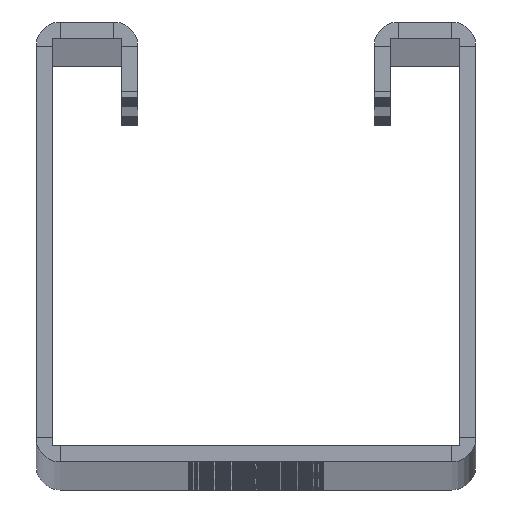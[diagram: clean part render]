
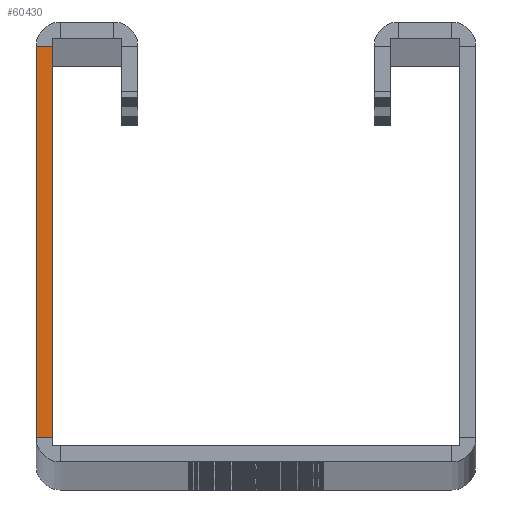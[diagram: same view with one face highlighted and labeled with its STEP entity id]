
A CAD part, top view. The second image highlights one B-rep face of the part: STEP entity #60430.
In plain terms, the highlighted planar face has unit normal (0, 0, 1).
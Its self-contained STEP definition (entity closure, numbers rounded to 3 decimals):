
#225 = ORIENTED_EDGE ( 'NONE', *, *, #26139, .T. ) ;
#2604 = ORIENTED_EDGE ( 'NONE', *, *, #53077, .F. ) ;
#2764 = VECTOR ( 'NONE', #32413, 1000. ) ;
#11616 = LINE ( 'NONE', #11708, #2764 ) ;
#11708 = CARTESIAN_POINT ( 'NONE',  ( -20.5, 2.25, 0. ) ) ;
#14635 = DIRECTION ( 'NONE',  ( 0., 0., 1. ) ) ;
#18025 = VERTEX_POINT ( 'NONE', #52145 ) ;
#18082 = VECTOR ( 'NONE', #21632, 1000. ) ;
#18725 = AXIS2_PLACEMENT_3D ( 'NONE', #20028, #14635, #25243 ) ;
#20028 = CARTESIAN_POINT ( 'NONE',  ( -18.25, 1.5, 0. ) ) ;
#21632 = DIRECTION ( 'NONE',  ( -1., 0., 0. ) ) ;
#22152 = LINE ( 'NONE', #42117, #18082 ) ;
#25243 = DIRECTION ( 'NONE',  ( 1., 0., 0. ) ) ;
#26139 = EDGE_CURVE ( 'NONE', #64593, #18025, #22152, .T. ) ;
#27374 = DIRECTION ( 'NONE',  ( 0., 1., 0. ) ) ;
#32413 = DIRECTION ( 'NONE',  ( 1., 0., 0. ) ) ;
#33335 = CARTESIAN_POINT ( 'NONE',  ( -20.5, 2.25, 0. ) ) ;
#33698 = CARTESIAN_POINT ( 'NONE',  ( -19., 0., 0. ) ) ;
#35502 = ORIENTED_EDGE ( 'NONE', *, *, #58539, .T. ) ;
#37529 = CARTESIAN_POINT ( 'NONE',  ( -19., 2.25, 0. ) ) ;
#37707 = EDGE_CURVE ( 'NONE', #47161, #46154, #11616, .T. ) ;
#42117 = CARTESIAN_POINT ( 'NONE',  ( -19., 38.75, 0. ) ) ;
#43750 = VECTOR ( 'NONE', #27374, 1000. ) ;
#46154 = VERTEX_POINT ( 'NONE', #37529 ) ;
#47161 = VERTEX_POINT ( 'NONE', #33335 ) ;
#47789 = CARTESIAN_POINT ( 'NONE',  ( -20.5, 0., 0. ) ) ;
#49145 = EDGE_LOOP ( 'NONE', ( #2604, #55322, #35502, #225 ) ) ;
#49429 = CARTESIAN_POINT ( 'NONE',  ( -19., 38.75, 0. ) ) ;
#52145 = CARTESIAN_POINT ( 'NONE',  ( -20.5, 38.75, 0. ) ) ;
#52280 = LINE ( 'NONE', #33698, #57097 ) ;
#53077 = EDGE_CURVE ( 'NONE', #47161, #18025, #57430, .T. ) ;
#55322 = ORIENTED_EDGE ( 'NONE', *, *, #37707, .T. ) ;
#57097 = VECTOR ( 'NONE', #59529, 1000. ) ;
#57430 = LINE ( 'NONE', #47789, #43750 ) ;
#58539 = EDGE_CURVE ( 'NONE', #46154, #64593, #52280, .T. ) ;
#59529 = DIRECTION ( 'NONE',  ( 0., 1., 0. ) ) ;
#60430 = ADVANCED_FACE ( 'NONE', ( #66555 ), #66374, .T. ) ;
#64593 = VERTEX_POINT ( 'NONE', #49429 ) ;
#66374 = PLANE ( 'NONE',  #18725 ) ;
#66555 = FACE_OUTER_BOUND ( 'NONE', #49145, .T. ) ;
